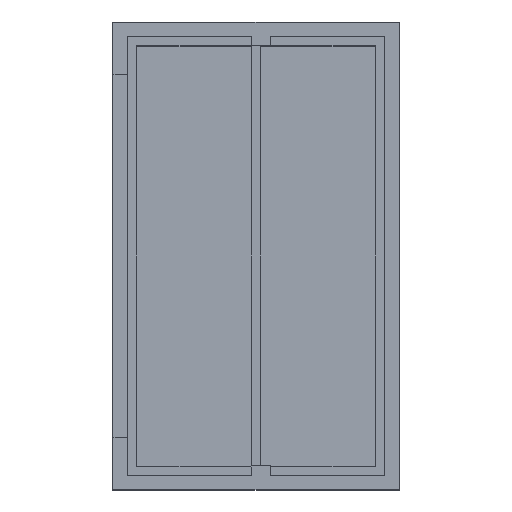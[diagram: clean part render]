
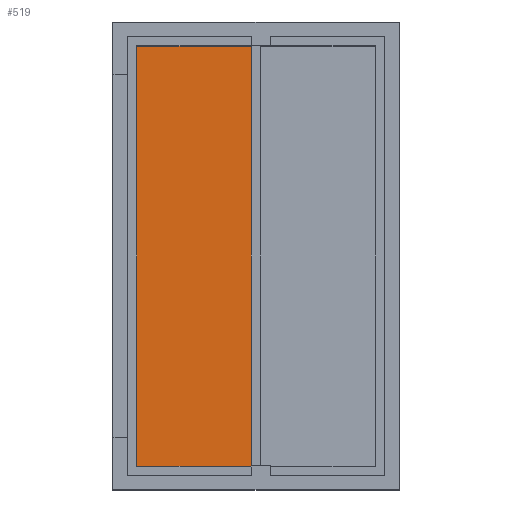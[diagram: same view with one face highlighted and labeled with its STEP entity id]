
A CAD part, top view. The second image highlights one B-rep face of the part: STEP entity #519.
In plain terms, the highlighted planar face has unit normal (0, 0, 1).
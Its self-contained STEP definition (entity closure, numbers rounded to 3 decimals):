
#29 = EDGE_CURVE ( 'NONE', #974, #419, #372, .T. ) ;
#48 = CARTESIAN_POINT ( 'NONE',  ( -0.5, -21.95, 1. ) ) ;
#152 = AXIS2_PLACEMENT_3D ( 'NONE', #485, #981, #828 ) ;
#155 = CARTESIAN_POINT ( 'NONE',  ( -0.5, 21.95, 1. ) ) ;
#159 = EDGE_CURVE ( 'NONE', #267, #974, #570, .T. ) ;
#165 = ORIENTED_EDGE ( 'NONE', *, *, #497, .T. ) ;
#236 = LINE ( 'NONE', #751, #786 ) ;
#248 = CARTESIAN_POINT ( 'NONE',  ( -12.45, 21.95, 1. ) ) ;
#267 = VERTEX_POINT ( 'NONE', #771 ) ;
#322 = FACE_OUTER_BOUND ( 'NONE', #757, .T. ) ;
#333 = PLANE ( 'NONE',  #152 ) ;
#344 = EDGE_CURVE ( 'NONE', #809, #267, #468, .T. ) ;
#372 = LINE ( 'NONE', #945, #931 ) ;
#419 = VERTEX_POINT ( 'NONE', #1036 ) ;
#468 = LINE ( 'NONE', #564, #970 ) ;
#485 = CARTESIAN_POINT ( 'NONE',  ( 0., 0., 1. ) ) ;
#497 = EDGE_CURVE ( 'NONE', #419, #809, #236, .T. ) ;
#519 = ADVANCED_FACE ( 'NONE', ( #322 ), #333, .T. ) ;
#564 = CARTESIAN_POINT ( 'NONE',  ( -0.5, 21.95, 1. ) ) ;
#570 = LINE ( 'NONE', #155, #646 ) ;
#646 = VECTOR ( 'NONE', #884, 1000. ) ;
#672 = DIRECTION ( 'NONE',  ( 1., 0., 0. ) ) ;
#751 = CARTESIAN_POINT ( 'NONE',  ( -12.45, -21.95, 1. ) ) ;
#757 = EDGE_LOOP ( 'NONE', ( #850, #866, #165, #920 ) ) ;
#771 = CARTESIAN_POINT ( 'NONE',  ( -0.5, 21.95, 1. ) ) ;
#786 = VECTOR ( 'NONE', #672, 1000. ) ;
#809 = VERTEX_POINT ( 'NONE', #48 ) ;
#828 = DIRECTION ( 'NONE',  ( 1., 0., 0. ) ) ;
#850 = ORIENTED_EDGE ( 'NONE', *, *, #159, .T. ) ;
#866 = ORIENTED_EDGE ( 'NONE', *, *, #29, .T. ) ;
#884 = DIRECTION ( 'NONE',  ( -1., 0., 0. ) ) ;
#920 = ORIENTED_EDGE ( 'NONE', *, *, #344, .T. ) ;
#931 = VECTOR ( 'NONE', #961, 1000. ) ;
#945 = CARTESIAN_POINT ( 'NONE',  ( -12.45, 21.95, 1. ) ) ;
#960 = DIRECTION ( 'NONE',  ( 0., 1., 0. ) ) ;
#961 = DIRECTION ( 'NONE',  ( 0., -1., 0. ) ) ;
#970 = VECTOR ( 'NONE', #960, 1000. ) ;
#974 = VERTEX_POINT ( 'NONE', #248 ) ;
#981 = DIRECTION ( 'NONE',  ( 0., 0., 1. ) ) ;
#1036 = CARTESIAN_POINT ( 'NONE',  ( -12.45, -21.95, 1. ) ) ;
